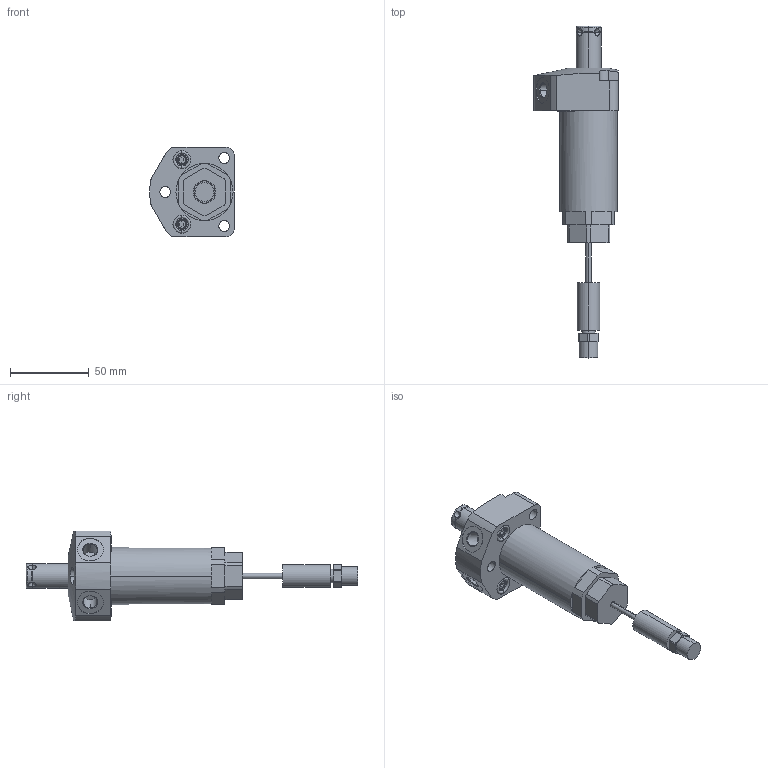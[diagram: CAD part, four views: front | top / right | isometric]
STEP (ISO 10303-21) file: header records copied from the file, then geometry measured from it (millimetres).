
FILE_DESCRIPTION((''),'2;1');
FILE_NAME('ILCM41560523US','2025-05-02T09:03:47',('Asawyer'),(''),'CREO PARAMETRIC BY PTC INC, 2021164','CREO PARAMETRIC BY PTC INC, 2021164','');
FILE_SCHEMA(('AUTOMOTIVE_DESIGN { 1 0 10303 214 1 1 1 1 }'));
Length unit declared in the file: millimetre
Products named in the file (1): ILCM41560523US
Bounding box: 53.92 x 211.01 x 57 mm (x, y, z)
Volume: 156391.6 mm3; surface area: 28048.2 mm2
Topology: 1 solids, 5 shells, 192 faces, 483 edges, 313 vertices
Faces by surface type: plane 87, cylinder 75, cone 24, torus 6
Entity records: 7920 total; most frequent: CARTESIAN_POINT 1323, DIRECTION 1065, ORIENTED_EDGE 934, PRESENTATION_STYLE_ASSIGNMENT 518, STYLED_ITEM 507, CURVE_STYLE 505, EDGE_CURVE 469, AXIS2_PLACEMENT_3D 406
